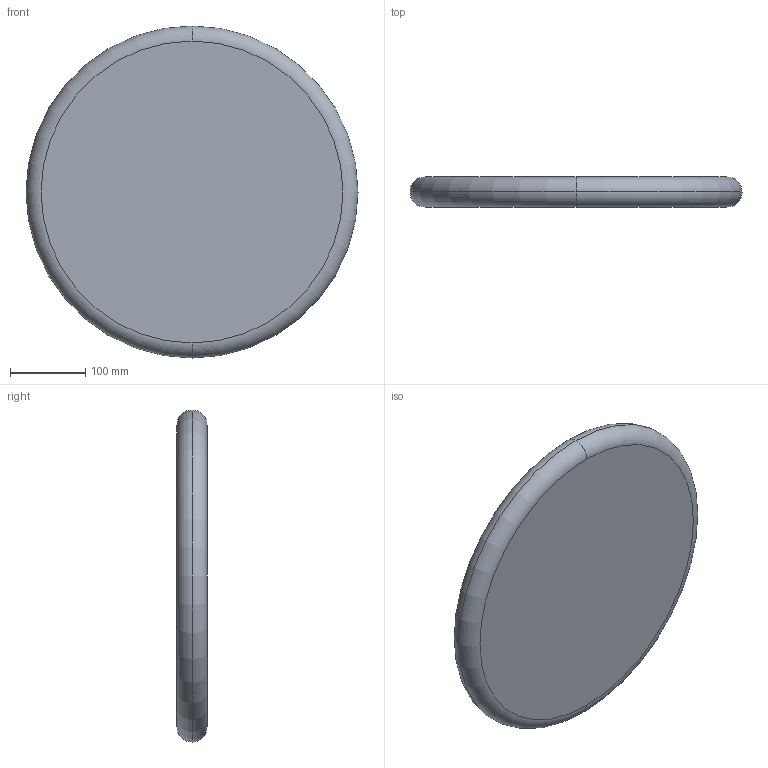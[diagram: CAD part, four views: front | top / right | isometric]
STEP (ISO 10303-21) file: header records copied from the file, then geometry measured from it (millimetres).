
FILE_DESCRIPTION (( 'STEP AP203' ), '1' );
FILE_NAME ('N0_400mm.STEP', '2015-03-02T17:31:28', ( '' ), ( '' ), 'SwSTEP 2.0', 'SolidWorks 2013', '' );
FILE_SCHEMA (( 'CONFIG_CONTROL_DESIGN' ));
Length unit declared in the file: millimetre
Products named in the file (1): N0_400mm
Bounding box: 440 x 40 x 440 mm (x, y, z)
Volume: 5849626.9 mm3; surface area: 335310.8 mm2
Topology: 1 solids, 1 shells, 6 faces, 10 edges, 6 vertices
Faces by surface type: torus 4, plane 2
Entity records: 227 total; most frequent: DIRECTION 34, CARTESIAN_POINT 23, ORIENTED_EDGE 20, AXIS2_PLACEMENT_3D 17, CIRCLE 10, EDGE_CURVE 10, PERSON_AND_ORGANIZATION 8, ADVANCED_FACE 6
